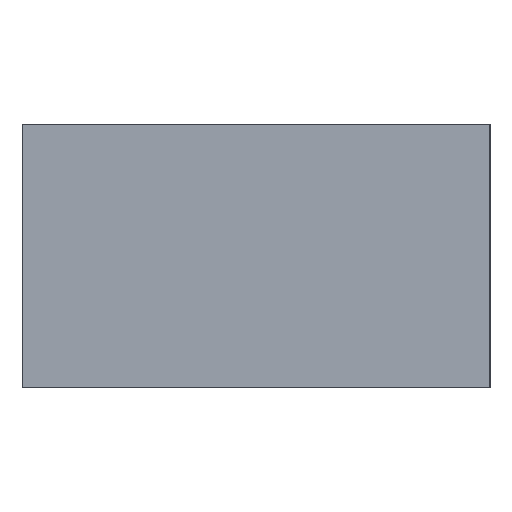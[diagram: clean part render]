
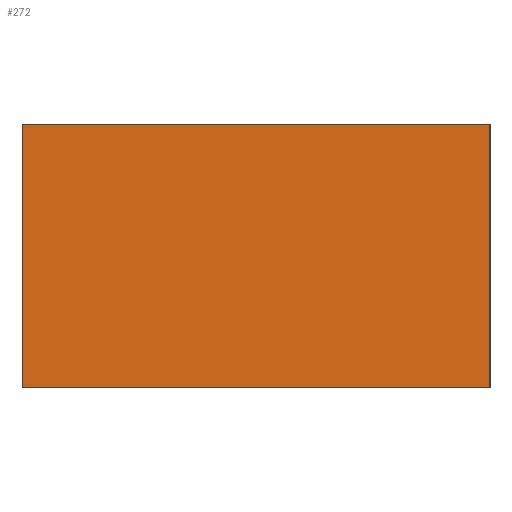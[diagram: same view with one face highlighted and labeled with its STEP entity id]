
A CAD part, left-side view. The second image highlights one B-rep face of the part: STEP entity #272.
In plain terms, the highlighted planar face has unit normal (-1, 0, 0).
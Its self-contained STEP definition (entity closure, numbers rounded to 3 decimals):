
#26=FACE_OUTER_BOUND('',#40,.T.);
#40=EDGE_LOOP('',(#227,#228,#229,#230));
#66=LINE('',#420,#102);
#74=LINE('',#435,#110);
#76=LINE('',#439,#112);
#77=LINE('',#440,#113);
#102=VECTOR('',#344,10.);
#110=VECTOR('',#358,10.);
#112=VECTOR('',#362,10.);
#113=VECTOR('',#363,10.);
#131=VERTEX_POINT('',#416);
#133=VERTEX_POINT('',#419);
#137=VERTEX_POINT('',#434);
#138=VERTEX_POINT('',#438);
#162=EDGE_CURVE('',#133,#131,#66,.T.);
#170=EDGE_CURVE('',#133,#137,#74,.T.);
#172=EDGE_CURVE('',#131,#138,#76,.T.);
#173=EDGE_CURVE('',#138,#137,#77,.T.);
#227=ORIENTED_EDGE('',*,*,#170,.F.);
#228=ORIENTED_EDGE('',*,*,#162,.T.);
#229=ORIENTED_EDGE('',*,*,#172,.T.);
#230=ORIENTED_EDGE('',*,*,#173,.T.);
#258=PLANE('',#300);
#272=ADVANCED_FACE('',(#26),#258,.F.);
#300=AXIS2_PLACEMENT_3D('',#437,#360,#361);
#344=DIRECTION('',(0.,0.,1.));
#358=DIRECTION('',(0.,1.,0.));
#360=DIRECTION('center_axis',(1.,0.,0.));
#361=DIRECTION('ref_axis',(0.,0.,-1.));
#362=DIRECTION('',(0.,1.,0.));
#363=DIRECTION('',(0.,0.,-1.));
#416=CARTESIAN_POINT('',(-0.8,-0.4,0.45));
#419=CARTESIAN_POINT('',(-0.8,-0.4,0.));
#420=CARTESIAN_POINT('',(-0.8,-0.4,0.45));
#434=CARTESIAN_POINT('',(-0.8,0.4,0.));
#435=CARTESIAN_POINT('',(-0.8,0.,0.));
#437=CARTESIAN_POINT('Origin',(-0.8,0.,0.45));
#438=CARTESIAN_POINT('',(-0.8,0.4,0.45));
#439=CARTESIAN_POINT('',(-0.8,0.,0.45));
#440=CARTESIAN_POINT('',(-0.8,0.4,0.45));
